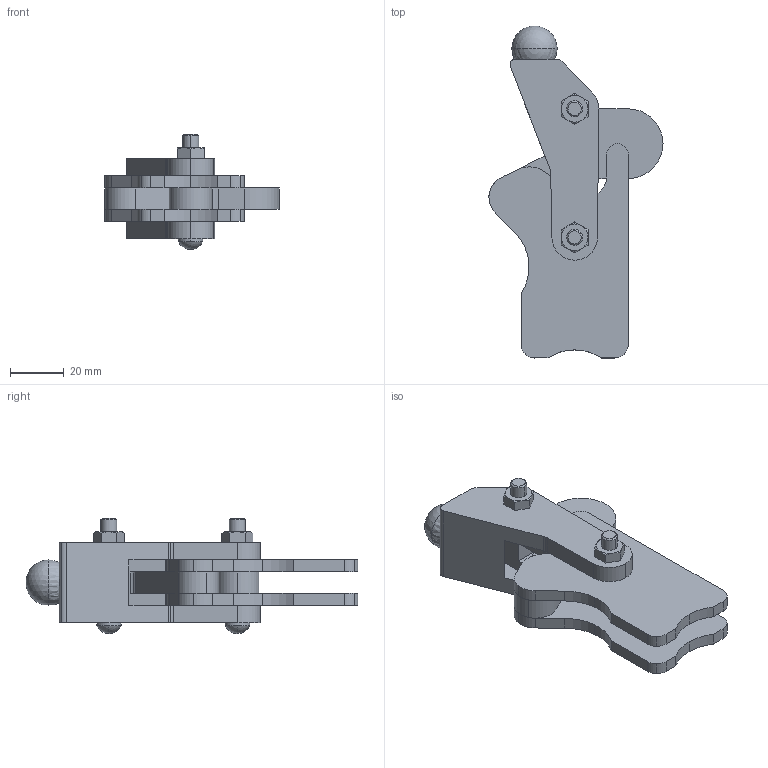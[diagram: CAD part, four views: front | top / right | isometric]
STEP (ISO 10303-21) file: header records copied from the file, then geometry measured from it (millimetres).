
FILE_DESCRIPTION((''),'2;1');
FILE_NAME('M18CH.stp','2006-07-12T08:22:51',('Matthew'),(''),'Autodesk Inventor 8','Autodesk Inventor 8','');
FILE_SCHEMA(('AUTOMOTIVE_DESIGN { 1 0 10303 214 1 1 1 1 }'));
Length unit declared in the file: millimetre
Products named in the file (5): M18CH; M18CH1; M18CH2; M18CH3; M18CH4
Assembly tree (4 placements, depth 2):
  M18CH
    M18CH1
    M18CH2
    M18CH3
    M18CH4
Bounding box: 65 x 123.94 x 43 mm (x, y, z)
Volume: 71235.4 mm3; surface area: 32235.3 mm2
Topology: 4 solids, 4 shells, 181 faces, 484 edges, 316 vertices
Faces by surface type: cylinder 90, plane 65, cone 20, sphere 6
Entity records: 5837 total; most frequent: DIRECTION 1052, CARTESIAN_POINT 1046, ORIENTED_EDGE 958, EDGE_CURVE 479, AXIS2_PLACEMENT_3D 408, VERTEX_POINT 315, VECTOR 236, LINE 236
